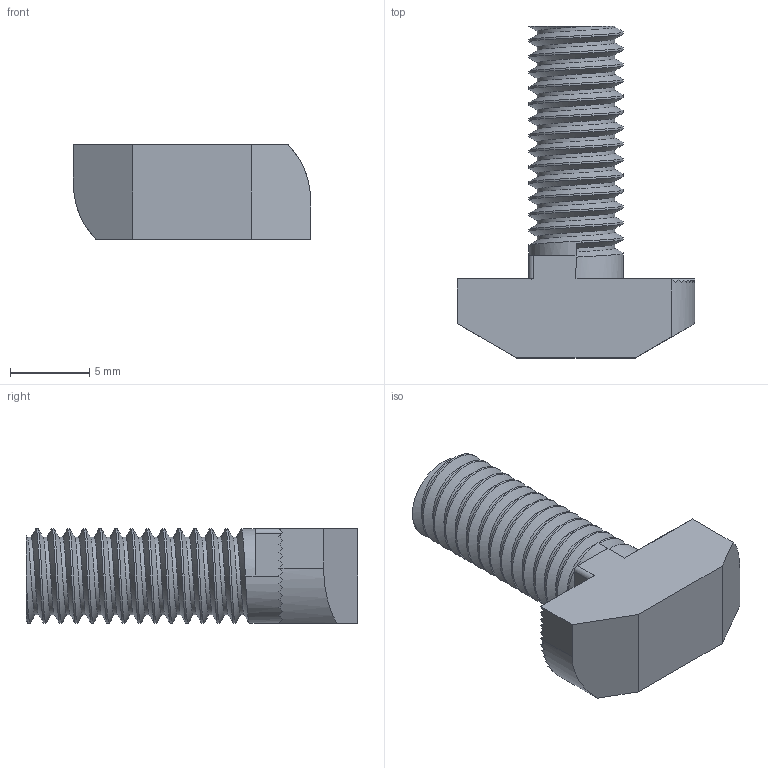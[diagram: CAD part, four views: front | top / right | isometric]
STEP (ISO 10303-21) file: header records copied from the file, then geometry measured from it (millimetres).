
FILE_DESCRIPTION (( 'STEP AP203' ), '1' );
FILE_NAME ('084.301.076.STEP', '2018-03-15T15:08:43', ( '' ), ( '' ), 'SwSTEP 2.0', 'SolidWorks 2016', '' );
FILE_SCHEMA (( 'CONFIG_CONTROL_DESIGN' ));
Length unit declared in the file: millimetre
Products named in the file (1): 084.301.076
Bounding box: 15 x 21 x 6 mm (x, y, z)
Volume: 767 mm3; surface area: 791.3 mm2
Topology: 1 solids, 1 shells, 122 faces, 354 edges, 234 vertices
Faces by surface type: plane 83, cylinder 36, bspline 3
Entity records: 6215 total; most frequent: CARTESIAN_POINT 3272, ORIENTED_EDGE 708, DIRECTION 499, EDGE_CURVE 354, VERTEX_POINT 234, VECTOR 197, LINE 197, AXIS2_PLACEMENT_3D 151
